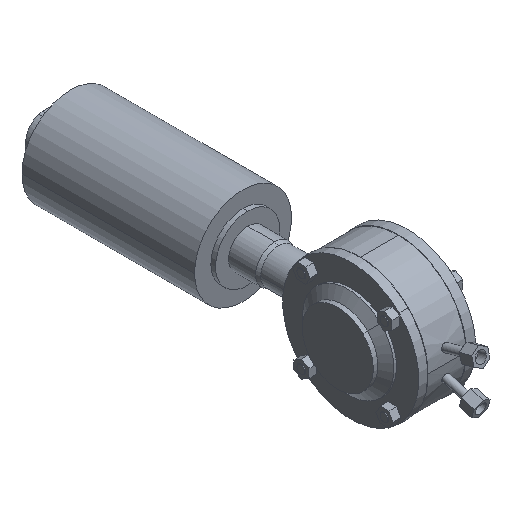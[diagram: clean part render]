
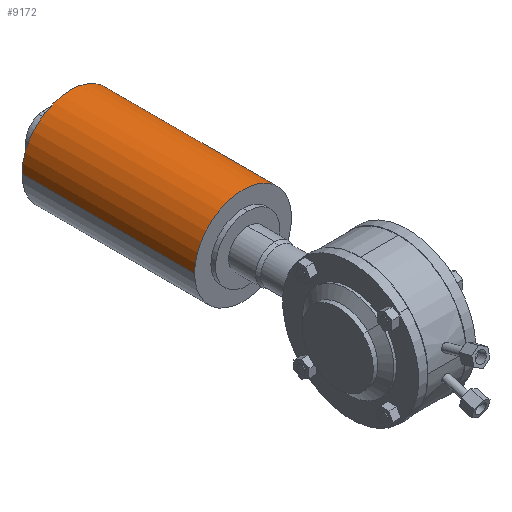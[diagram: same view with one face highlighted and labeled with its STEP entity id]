
A CAD part, isometric view. The second image highlights one B-rep face of the part: STEP entity #9172.
In plain terms, the highlighted cylindrical face has radius 52 mm (diameter 104 mm), a partial arc.
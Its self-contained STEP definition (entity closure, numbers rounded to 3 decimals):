
#27 = AXIS2_PLACEMENT_3D ( 'NONE', #11185, #3465, #2081 ) ;
#231 = CARTESIAN_POINT ( 'NONE',  ( 52., 331., 0. ) ) ;
#2081 = DIRECTION ( 'NONE',  ( 1., 0., 0. ) ) ;
#2159 = VERTEX_POINT ( 'NONE', #5381 ) ;
#3237 = CARTESIAN_POINT ( 'NONE',  ( 0., 331., 0. ) ) ;
#3465 = DIRECTION ( 'NONE',  ( 0., 1., 0. ) ) ;
#4141 = DIRECTION ( 'NONE',  ( 0., 1., 0. ) ) ;
#4566 = DIRECTION ( 'NONE',  ( -1., 0., 0. ) ) ;
#4952 = CIRCLE ( 'NONE', #5928, 52. ) ;
#4965 = VECTOR ( 'NONE', #15595, 1000. ) ;
#5160 = LINE ( 'NONE', #15746, #5596 ) ;
#5381 = CARTESIAN_POINT ( 'NONE',  ( 52., 146., 0. ) ) ;
#5396 = ORIENTED_EDGE ( 'NONE', *, *, #13669, .T. ) ;
#5596 = VECTOR ( 'NONE', #8011, 1000. ) ;
#5928 = AXIS2_PLACEMENT_3D ( 'NONE', #3237, #12317, #4566 ) ;
#7538 = EDGE_CURVE ( 'NONE', #10322, #10842, #5160, .T. ) ;
#7875 = CARTESIAN_POINT ( 'NONE',  ( 52., 157.927, 0. ) ) ;
#8011 = DIRECTION ( 'NONE',  ( 0., 1., 0. ) ) ;
#8059 = EDGE_CURVE ( 'NONE', #2159, #12769, #14705, .T. ) ;
#8833 = CIRCLE ( 'NONE', #14977, 52. ) ;
#9172 = ADVANCED_FACE ( 'NONE', ( #9773 ), #10760, .T. ) ;
#9291 = EDGE_LOOP ( 'NONE', ( #13687, #12651, #13040, #5396 ) ) ;
#9773 = FACE_OUTER_BOUND ( 'NONE', #9291, .T. ) ;
#10255 = CARTESIAN_POINT ( 'NONE',  ( -52., 146., 0. ) ) ;
#10322 = VERTEX_POINT ( 'NONE', #10255 ) ;
#10760 = CYLINDRICAL_SURFACE ( 'NONE', #27, 52. ) ;
#10842 = VERTEX_POINT ( 'NONE', #15855 ) ;
#11185 = CARTESIAN_POINT ( 'NONE',  ( 0., 157.927, 0. ) ) ;
#11888 = CARTESIAN_POINT ( 'NONE',  ( 0., 146., 0. ) ) ;
#12317 = DIRECTION ( 'NONE',  ( 0., -1., 0. ) ) ;
#12651 = ORIENTED_EDGE ( 'NONE', *, *, #15638, .T. ) ;
#12769 = VERTEX_POINT ( 'NONE', #231 ) ;
#13040 = ORIENTED_EDGE ( 'NONE', *, *, #8059, .T. ) ;
#13208 = DIRECTION ( 'NONE',  ( 1., 0., 0. ) ) ;
#13669 = EDGE_CURVE ( 'NONE', #12769, #10842, #4952, .T. ) ;
#13687 = ORIENTED_EDGE ( 'NONE', *, *, #7538, .F. ) ;
#14705 = LINE ( 'NONE', #7875, #4965 ) ;
#14977 = AXIS2_PLACEMENT_3D ( 'NONE', #11888, #4141, #13208 ) ;
#15595 = DIRECTION ( 'NONE',  ( 0., 1., 0. ) ) ;
#15638 = EDGE_CURVE ( 'NONE', #10322, #2159, #8833, .T. ) ;
#15746 = CARTESIAN_POINT ( 'NONE',  ( -52., 157.927, 0. ) ) ;
#15855 = CARTESIAN_POINT ( 'NONE',  ( -52., 331., 0. ) ) ;
